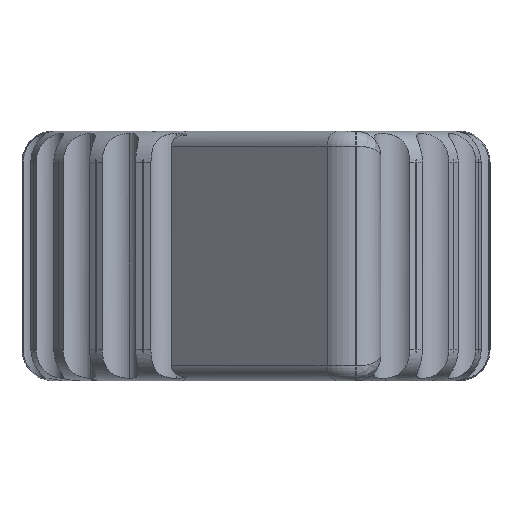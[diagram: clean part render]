
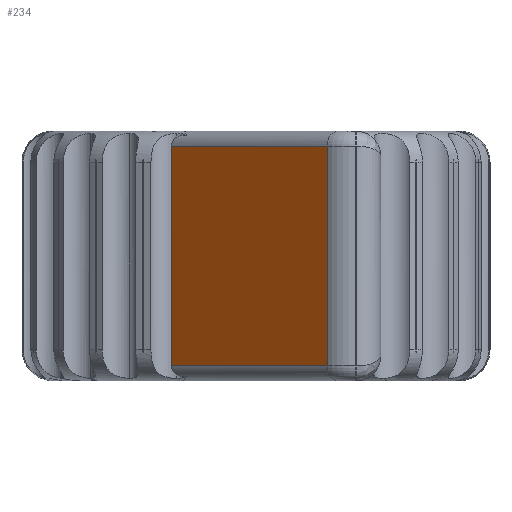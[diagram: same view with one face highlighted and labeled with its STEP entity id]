
A CAD part, front view. The second image highlights one B-rep face of the part: STEP entity #234.
In plain terms, the highlighted planar face has unit normal (-0.707, -0.708, 0).
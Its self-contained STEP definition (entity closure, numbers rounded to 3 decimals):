
#195=CARTESIAN_POINT('',(-2.513,-101.5,38.));
#196=DIRECTION('',(-0.707,-0.707,0.));
#197=DIRECTION('',(0.707,-0.707,0.));
#198=AXIS2_PLACEMENT_3D('',#195,#196,#197);
#199=PLANE('',#198);
#200=CARTESIAN_POINT('',(8.536,-112.538,-18.1));
#201=VERTEX_POINT('',#200);
#202=CARTESIAN_POINT('',(-10.186,-93.835,-18.1));
#203=VERTEX_POINT('',#202);
#204=CARTESIAN_POINT('',(8.536,-112.538,-18.1));
#205=DIRECTION('',(-0.707,0.707,0.));
#206=VECTOR('',#205,26.464);
#207=LINE('',#204,#206);
#208=EDGE_CURVE('',#201,#203,#207,.T.);
#209=ORIENTED_EDGE('',*,*,#208,.T.);
#210=CARTESIAN_POINT('',(-10.186,-93.835,-44.5));
#211=VERTEX_POINT('',#210);
#212=CARTESIAN_POINT('',(-10.186,-93.835,-44.5));
#213=DIRECTION('',(-0.,-0.,1.));
#214=VECTOR('',#213,26.4);
#215=LINE('',#212,#214);
#216=EDGE_CURVE('',#211,#203,#215,.T.);
#217=ORIENTED_EDGE('',*,*,#216,.F.);
#218=CARTESIAN_POINT('',(8.536,-112.538,-44.5));
#219=VERTEX_POINT('',#218);
#220=CARTESIAN_POINT('',(-10.186,-93.835,-44.5));
#221=DIRECTION('',(0.707,-0.707,-0.));
#222=VECTOR('',#221,26.464);
#223=LINE('',#220,#222);
#224=EDGE_CURVE('',#211,#219,#223,.T.);
#225=ORIENTED_EDGE('',*,*,#224,.T.);
#226=CARTESIAN_POINT('',(8.536,-112.538,-44.5));
#227=DIRECTION('',(0.,0.,1.));
#228=VECTOR('',#227,26.4);
#229=LINE('',#226,#228);
#230=EDGE_CURVE('',#219,#201,#229,.T.);
#231=ORIENTED_EDGE('',*,*,#230,.T.);
#232=EDGE_LOOP('',(#209,#217,#225,#231));
#233=FACE_BOUND('',#232,.T.);
#234=ADVANCED_FACE('',(#233),#199,.T.);
